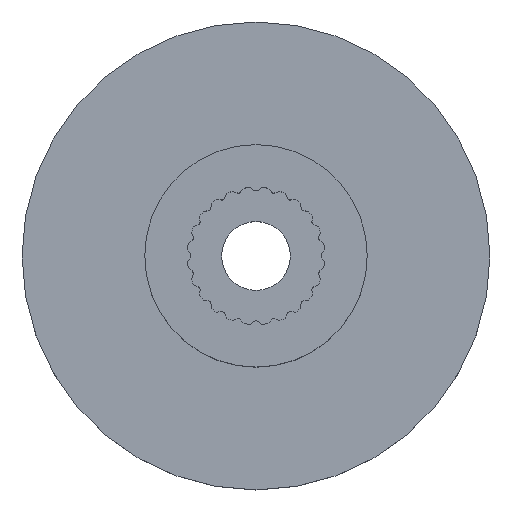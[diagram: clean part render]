
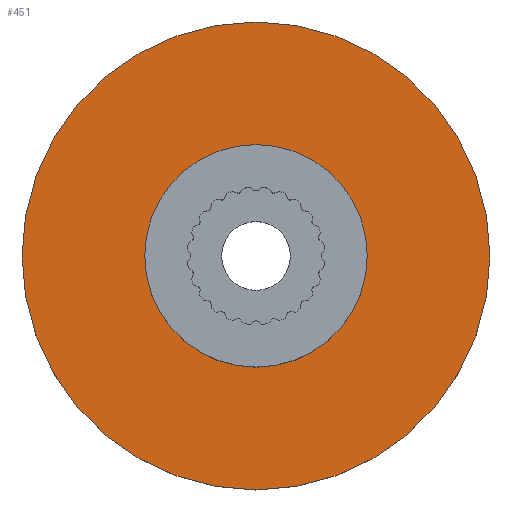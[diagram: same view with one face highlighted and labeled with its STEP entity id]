
A CAD part, top view. The second image highlights one B-rep face of the part: STEP entity #451.
In plain terms, the highlighted planar face has unit normal (0, 0, 1).
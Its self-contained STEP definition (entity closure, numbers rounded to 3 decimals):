
#90 = DIRECTION ( 'NONE',  ( 1., 0., 0. ) ) ;
#113 = VERTEX_POINT ( 'NONE', #126 ) ;
#126 = CARTESIAN_POINT ( 'NONE',  ( 10.2, 0., 2. ) ) ;
#156 = CARTESIAN_POINT ( 'NONE',  ( 0., 0., 2. ) ) ;
#451 = ADVANCED_FACE ( 'NONE', ( #1999, #1736 ), #2545, .T. ) ;
#452 = DIRECTION ( 'NONE',  ( 0., 0., 1. ) ) ;
#656 = AXIS2_PLACEMENT_3D ( 'NONE', #1961, #1443, #2006 ) ;
#686 = EDGE_CURVE ( 'NONE', #3341, #113, #1898, .T. ) ;
#853 = CARTESIAN_POINT ( 'NONE',  ( -4.85, 0., 2. ) ) ;
#892 = AXIS2_PLACEMENT_3D ( 'NONE', #2388, #2632, #90 ) ;
#984 = EDGE_CURVE ( 'NONE', #113, #3341, #2030, .T. ) ;
#1061 = EDGE_LOOP ( 'NONE', ( #1937, #1587 ) ) ;
#1088 = DIRECTION ( 'NONE',  ( 0., 0., 1. ) ) ;
#1191 = ORIENTED_EDGE ( 'NONE', *, *, #686, .T. ) ;
#1313 = CIRCLE ( 'NONE', #656, 4.85 ) ;
#1317 = DIRECTION ( 'NONE',  ( 1., 0., 0. ) ) ;
#1425 = CARTESIAN_POINT ( 'NONE',  ( 4.85, 0., 2. ) ) ;
#1443 = DIRECTION ( 'NONE',  ( 0., 0., 1. ) ) ;
#1537 = AXIS2_PLACEMENT_3D ( 'NONE', #3095, #1088, #2503 ) ;
#1587 = ORIENTED_EDGE ( 'NONE', *, *, #3614, .F. ) ;
#1593 = EDGE_CURVE ( 'NONE', #3686, #1874, #1313, .T. ) ;
#1736 = FACE_OUTER_BOUND ( 'NONE', #3203, .T. ) ;
#1874 = VERTEX_POINT ( 'NONE', #1425 ) ;
#1876 = CARTESIAN_POINT ( 'NONE',  ( 0., 0., 2. ) ) ;
#1898 = CIRCLE ( 'NONE', #2087, 10.2 ) ;
#1937 = ORIENTED_EDGE ( 'NONE', *, *, #1593, .F. ) ;
#1959 = CARTESIAN_POINT ( 'NONE',  ( -10.2, 0., 2. ) ) ;
#1961 = CARTESIAN_POINT ( 'NONE',  ( 0., 0., 2. ) ) ;
#1999 = FACE_BOUND ( 'NONE', #1061, .T. ) ;
#2006 = DIRECTION ( 'NONE',  ( 1., 0., 0. ) ) ;
#2030 = CIRCLE ( 'NONE', #892, 10.2 ) ;
#2087 = AXIS2_PLACEMENT_3D ( 'NONE', #1876, #452, #1317 ) ;
#2356 = AXIS2_PLACEMENT_3D ( 'NONE', #156, #2725, #3346 ) ;
#2361 = ORIENTED_EDGE ( 'NONE', *, *, #984, .T. ) ;
#2388 = CARTESIAN_POINT ( 'NONE',  ( 0., 0., 2. ) ) ;
#2503 = DIRECTION ( 'NONE',  ( 1., 0., 0. ) ) ;
#2545 = PLANE ( 'NONE',  #1537 ) ;
#2632 = DIRECTION ( 'NONE',  ( 0., 0., 1. ) ) ;
#2725 = DIRECTION ( 'NONE',  ( 0., 0., 1. ) ) ;
#3017 = CIRCLE ( 'NONE', #2356, 4.85 ) ;
#3095 = CARTESIAN_POINT ( 'NONE',  ( 0., 0., 2. ) ) ;
#3203 = EDGE_LOOP ( 'NONE', ( #1191, #2361 ) ) ;
#3341 = VERTEX_POINT ( 'NONE', #1959 ) ;
#3346 = DIRECTION ( 'NONE',  ( 1., 0., 0. ) ) ;
#3614 = EDGE_CURVE ( 'NONE', #1874, #3686, #3017, .T. ) ;
#3686 = VERTEX_POINT ( 'NONE', #853 ) ;
